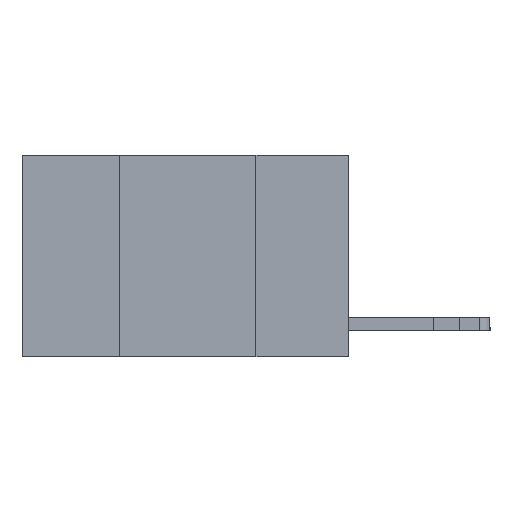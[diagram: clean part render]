
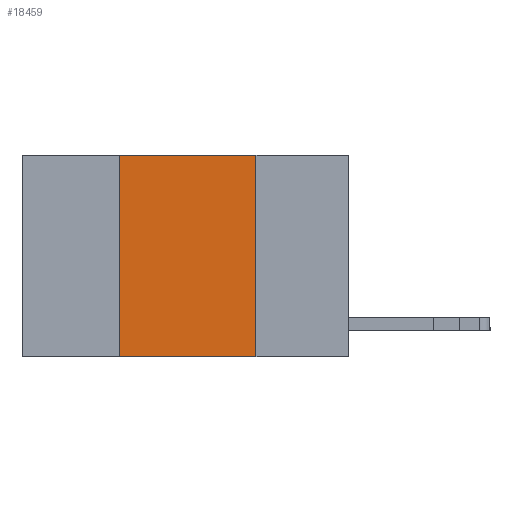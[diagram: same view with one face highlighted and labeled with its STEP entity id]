
A CAD part, left-side view. The second image highlights one B-rep face of the part: STEP entity #18459.
In plain terms, the highlighted planar face has unit normal (-1, 0, 0).
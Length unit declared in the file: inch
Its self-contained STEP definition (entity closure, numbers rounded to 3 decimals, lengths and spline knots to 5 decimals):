
#316 = DIRECTION ( 'NONE',  ( 0., -1., 0. ) ) ;
#2066 = VECTOR ( 'NONE', #316, 39.37008 ) ;
#2300 = EDGE_CURVE ( 'NONE', #9897, #3701, #8357, .T. ) ;
#2792 = CARTESIAN_POINT ( 'NONE',  ( 0., 0.17, 0. ) ) ;
#3069 = VECTOR ( 'NONE', #14889, 39.37008 ) ;
#3164 = CARTESIAN_POINT ( 'NONE',  ( 0., 0.17, -0.37 ) ) ;
#3485 = DIRECTION ( 'NONE',  ( 0., 0., 1. ) ) ;
#3701 = VERTEX_POINT ( 'NONE', #19481 ) ;
#4653 = EDGE_CURVE ( 'NONE', #9897, #15063, #18883, .T. ) ;
#7102 = PLANE ( 'NONE',  #14119 ) ;
#7496 = ORIENTED_EDGE ( 'NONE', *, *, #16529, .F. ) ;
#8054 = CARTESIAN_POINT ( 'NONE',  ( 0., 0.6, 0. ) ) ;
#8075 = DIRECTION ( 'NONE',  ( 0., -1., 0. ) ) ;
#8357 = LINE ( 'NONE', #14129, #10498 ) ;
#9590 = CARTESIAN_POINT ( 'NONE',  ( 0., 0.6, -0.37 ) ) ;
#9897 = VERTEX_POINT ( 'NONE', #13033 ) ;
#10138 = FACE_OUTER_BOUND ( 'NONE', #13096, .T. ) ;
#10498 = VECTOR ( 'NONE', #3485, 39.37008 ) ;
#12727 = VERTEX_POINT ( 'NONE', #2792 ) ;
#13033 = CARTESIAN_POINT ( 'NONE',  ( 0., 0.42, -0.37 ) ) ;
#13082 = LINE ( 'NONE', #8054, #2066 ) ;
#13096 = EDGE_LOOP ( 'NONE', ( #17247, #7496, #16934, #16867 ) ) ;
#13274 = LINE ( 'NONE', #13474, #3069 ) ;
#13340 = VECTOR ( 'NONE', #8075, 39.37008 ) ;
#13474 = CARTESIAN_POINT ( 'NONE',  ( 0., 0.17, 0. ) ) ;
#14119 = AXIS2_PLACEMENT_3D ( 'NONE', #19454, #17012, #19946 ) ;
#14129 = CARTESIAN_POINT ( 'NONE',  ( 0., 0.42, 0. ) ) ;
#14889 = DIRECTION ( 'NONE',  ( 0., 0., -1. ) ) ;
#15063 = VERTEX_POINT ( 'NONE', #3164 ) ;
#16529 = EDGE_CURVE ( 'NONE', #3701, #12727, #13082, .T. ) ;
#16867 = ORIENTED_EDGE ( 'NONE', *, *, #4653, .T. ) ;
#16934 = ORIENTED_EDGE ( 'NONE', *, *, #2300, .F. ) ;
#17012 = DIRECTION ( 'NONE',  ( 1., 0., 0. ) ) ;
#17062 = EDGE_CURVE ( 'NONE', #12727, #15063, #13274, .T. ) ;
#17247 = ORIENTED_EDGE ( 'NONE', *, *, #17062, .F. ) ;
#18459 = ADVANCED_FACE ( 'NONE', ( #10138 ), #7102, .F. ) ;
#18883 = LINE ( 'NONE', #9590, #13340 ) ;
#19454 = CARTESIAN_POINT ( 'NONE',  ( 0., 0.6, 0. ) ) ;
#19481 = CARTESIAN_POINT ( 'NONE',  ( 0., 0.42, 0. ) ) ;
#19946 = DIRECTION ( 'NONE',  ( 0., 0., -1. ) ) ;
